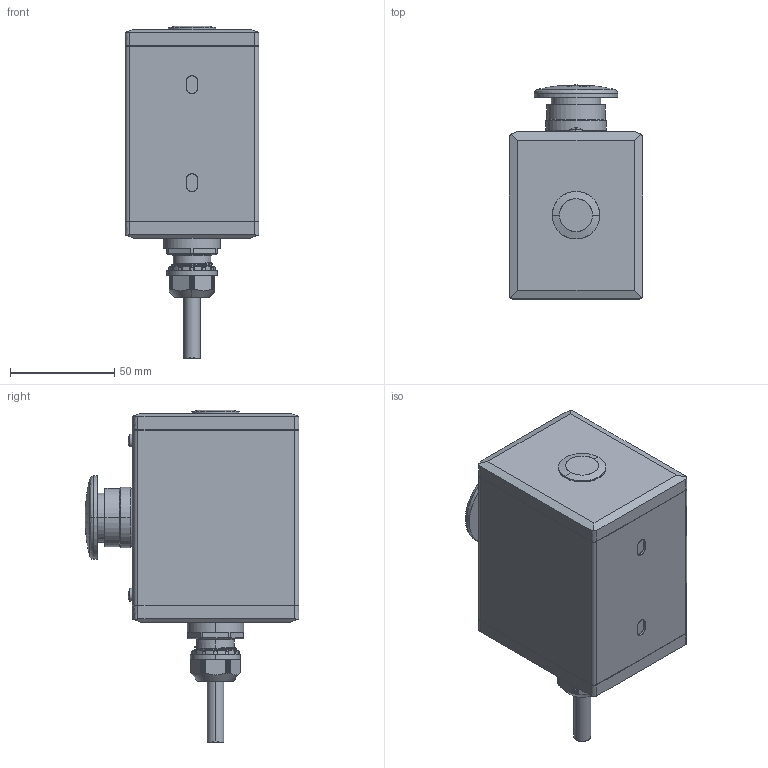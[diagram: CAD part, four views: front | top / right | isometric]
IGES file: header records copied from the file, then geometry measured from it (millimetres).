
Start section: SolidWorks IGES file using analytic representation for surfaces
Global section: file name: APC-S023-IGS.igs; native system: SolidWorks 2020; preprocessor: SolidWorks 2020; author: SatoK; date: 230809.152828; units: millimetre
Bounding box: 64 x 102.5 x 159.09 mm (x, y, z)
Surface area: 46884.7 mm2 (no closed solid volume)
Topology: 0 solids, 0 shells, 400 faces, 4110 edges, 4108 vertices
Faces by surface type: bspline 219, revolution 181
